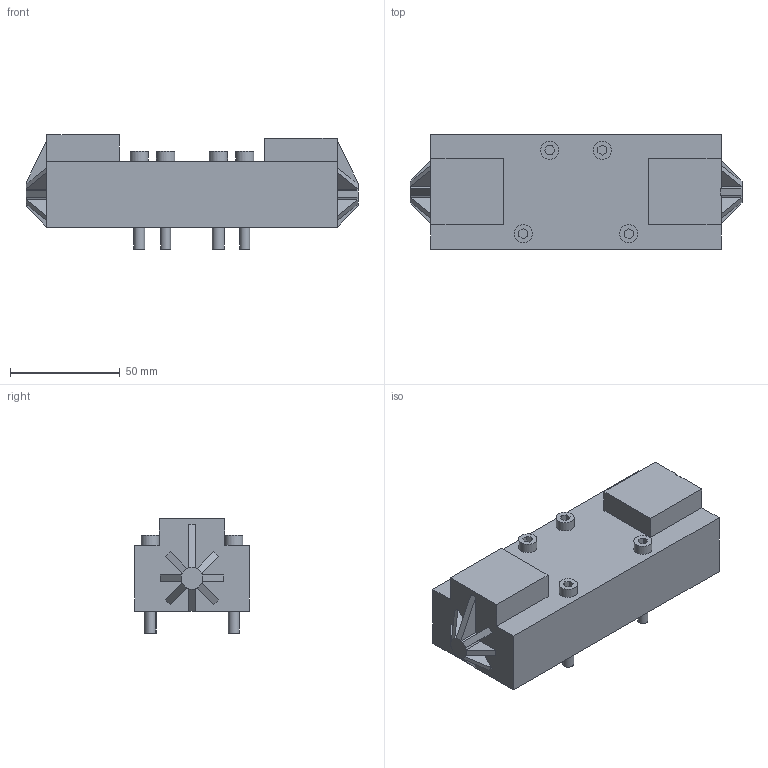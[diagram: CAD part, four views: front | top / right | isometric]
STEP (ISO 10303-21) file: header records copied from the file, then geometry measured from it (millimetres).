
FILE_DESCRIPTION(/* description */ ('Unknown'),/* implementation_level */ '2;1');
FILE_NAME(/* name */ '1012.52.1.9',/* time_stamp */ '2018-04-06T09:35:55-04:00',/* author */ ('Unknown'),/* organization */ ('Unknown'),/* preprocessor_version */ 'ST-DEVELOPER v16.7',/* originating_system */ 'DEX',/* authorisation */ $);
FILE_SCHEMA (('AUTOMOTIVE_DESIGN {1 0 10303 214 3 1 1}'));
Length unit declared in the file: millimetre
Products named in the file (2): 1012.52.1.9; 1012_52_3_9
Assembly tree (1 placements, depth 2):
  1012.52.1.9
    1012_52_3_9
Bounding box: 151 x 52 x 52 mm (x, y, z)
Volume: 233845.9 mm3; surface area: 30962.3 mm2
Topology: 1 solids, 1 shells, 127 faces, 333 edges, 220 vertices
Faces by surface type: plane 103, cylinder 24
Full cylindrical faces by diameter (mm): 4.486 x1, 4.497 x1, 5 x1, 5.543 x1, 8.3 x4
Entity records: 4759 total; most frequent: CARTESIAN_POINT 674, ORIENTED_EDGE 650, DIRECTION 631, EDGE_CURVE 325, LINE 277, VECTOR 277, VERTEX_POINT 220, AXIS2_PLACEMENT_3D 177
